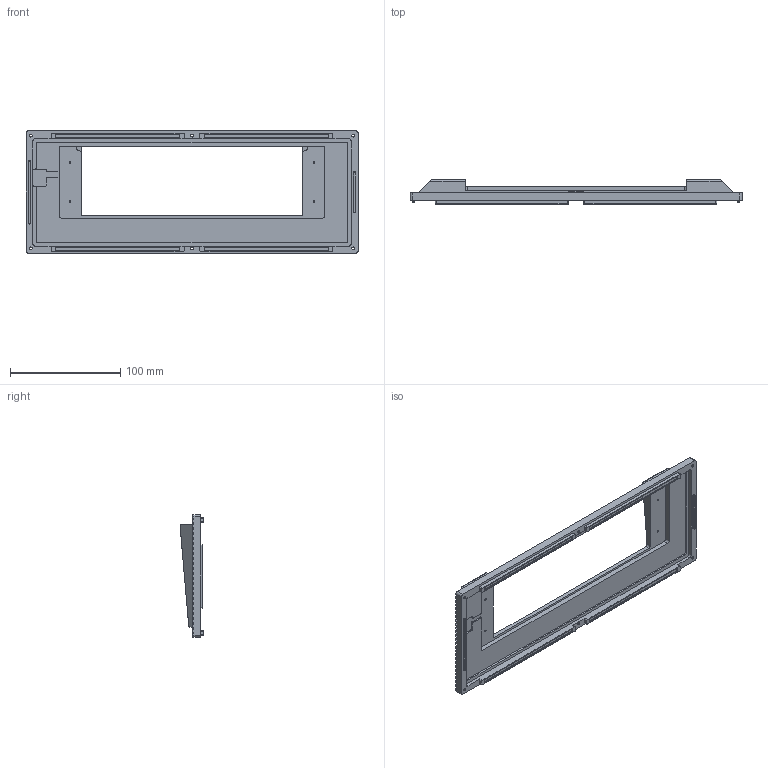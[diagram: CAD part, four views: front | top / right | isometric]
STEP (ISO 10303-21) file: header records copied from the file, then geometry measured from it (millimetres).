
FILE_DESCRIPTION(/* description */ ('STEP AP214'),/* implementation_level */ '2;1');
FILE_NAME(/* name */ '2021-01-002.stp',/* time_stamp */ '2021-06-02T09:08:13-06:00',/* author */ ('carso'),/* organization */ (''),/* preprocessor_version */ 'ST-DEVELOPER v18',/* originating_system */ 'Autodesk Inventor 2020',/* authorisation */ '');
FILE_SCHEMA (('AUTOMOTIVE_DESIGN { 1 0 10303 214 3 1 1 }'));
Length unit declared in the file: millimetre
Products named in the file (1): 2021-01-002
Bounding box: 300.65 x 21.66 x 110.9 mm (x, y, z)
Volume: 148664.7 mm3; surface area: 63883.4 mm2
Topology: 1 solids, 1 shells, 466 faces, 1312 edges, 858 vertices
Faces by surface type: plane 289, cylinder 143, cone 34
Full cylindrical faces by diameter (mm): 1.567 x4, 2.4 x6, 4 x6
Entity records: 15068 total; most frequent: CARTESIAN_POINT 2633, ORIENTED_EDGE 2616, DIRECTION 2596, EDGE_CURVE 1308, LINE 954, VECTOR 954, VERTEX_POINT 858, AXIS2_PLACEMENT_3D 821
